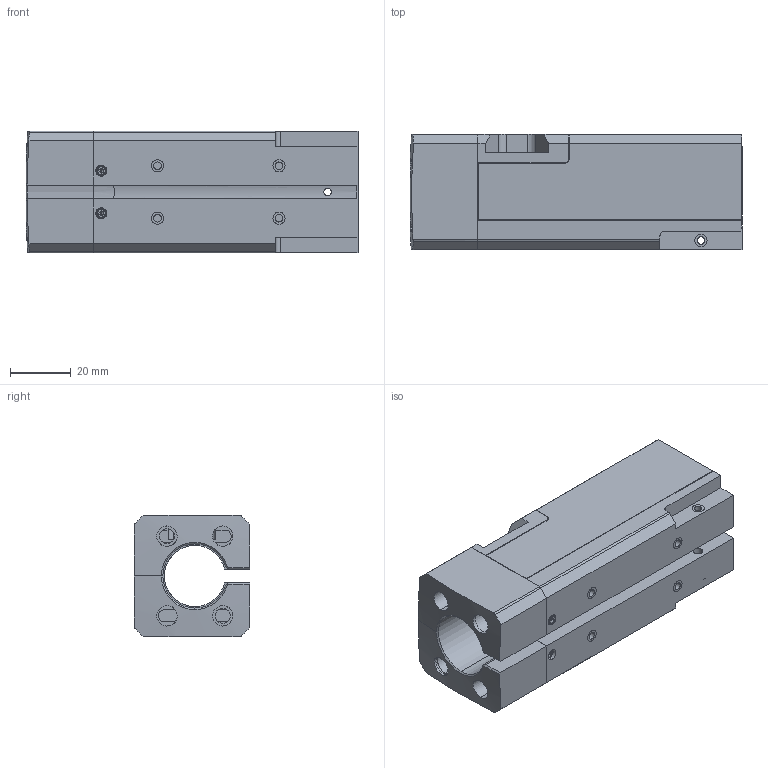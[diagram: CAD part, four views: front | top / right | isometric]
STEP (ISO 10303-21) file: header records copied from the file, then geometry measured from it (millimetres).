
FILE_DESCRIPTION (( 'STEP AP203' ), '1' );
FILE_NAME ('17mm弹丸 测速机构 装配体.STEP', '2016-03-16T08:57:49', ( 'dji0' ), ( '' ), 'SwSTEP 2.0', 'SolidWorks 2013', '' );
FILE_SCHEMA (( 'CONFIG_CONTROL_DESIGN' ));
Length unit declared in the file: millimetre
Products named in the file (9): hexagon socket head cap screws gb_GB_FASTENER_SCREWS_HSHCS M3X5-N; RM2016 17mm子弹 测速机构 基座; 17mm弹丸 测速机构 装配体; 零件5^装配体3WiFi通信版; RM2016 17mm子弹 测速机构 顶盖; RM2016 17mm子弹 测速机构 枪头罩; 蟯慾嫖欶WiFi籵陓唳; 肣眄璃WiFi籵陓唳; hexagon socket head cap screws gb_GB_FASTENER_SCREWS_HSHCS M1.6X3-C
Assembly tree (18 placements, depth 2):
  hexagon socket head cap screws gb_GB_FASTENER_SCREWS_HSHCS M3X5-N
  17mm弹丸 测速机构 装配体
    RM2016 17mm子弹 测速机构 基座
    RM2016 17mm子弹 测速机构 顶盖
    RM2016 17mm子弹 测速机构 枪头罩
    蟯慾嫖欶WiFi籵陓唳
    肣眄璃WiFi籵陓唳  x5
    hexagon socket head cap screws gb_GB_FASTENER_SCREWS_HSHCS M1.6X3-C  x9
  零件5^装配体3WiFi通信版
Bounding box: 109.26 x 38.1 x 40 mm (x, y, z)
Volume: 86214.4 mm3; surface area: 50554.6 mm2
Topology: 18 solids, 18 shells, 897 faces, 2287 edges, 1452 vertices
Faces by surface type: plane 438, cylinder 339, cone 98, torus 18, sphere 2, bspline 2
Entity records: 23103 total; most frequent: CARTESIAN_POINT 4630, DIRECTION 3725, ORIENTED_EDGE 3558, EDGE_CURVE 1779, AXIS2_PLACEMENT_3D 1330, VERTEX_POINT 1156, LINE 1065, VECTOR 1065
